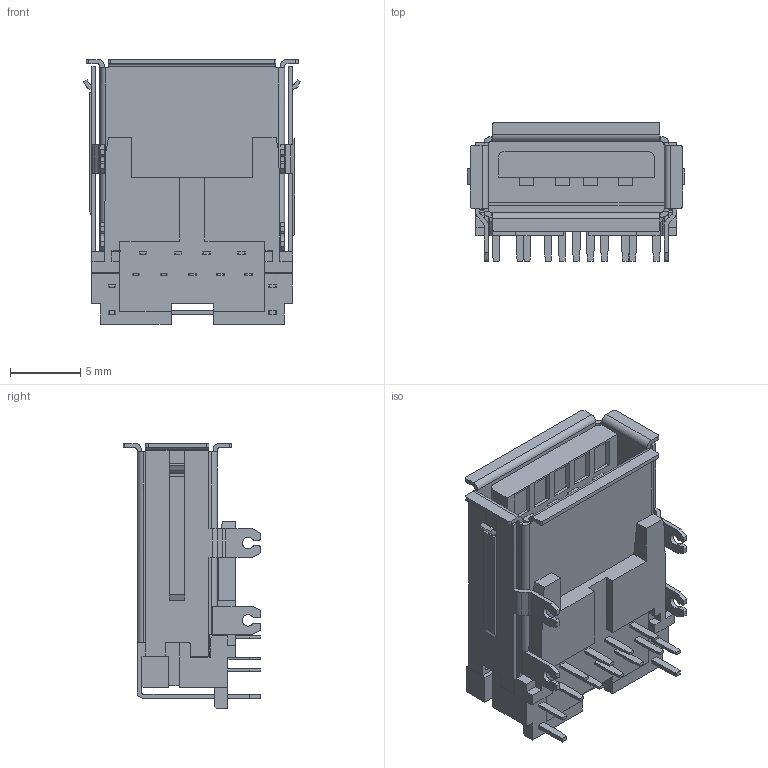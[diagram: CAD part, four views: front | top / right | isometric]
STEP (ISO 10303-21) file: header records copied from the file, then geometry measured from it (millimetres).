
FILE_DESCRIPTION(('STEP AP242'),'1');
FILE_NAME('usb3_ausb1-afn-btp1.stp','2020-03-11T11:20:56',('TraceParts'),('TraceParts S.A.'),'Spatial InterOp 3D',' ',' ');
FILE_SCHEMA(('AP242_MANAGED_MODEL_BASED_3D_ENGINEERING_MIM_LF {1 0 10303 442 1 1 4}'));
Length unit declared in the file: millimetre
Products named in the file (1): usb3_ausb1-afn-btp1
Bounding box: 15.44 x 9.81 x 18.83 mm (x, y, z)
Volume: 968.5 mm3; surface area: 2539 mm2
Topology: 1 solids, 1 shells, 495 faces, 1472 edges, 980 vertices
Faces by surface type: plane 410, cylinder 85
Entity records: 20450 total; most frequent: CARTESIAN_POINT 2948, ORIENTED_EDGE 2944, DIRECTION 2656, EDGE_CURVE 1472, LINE 1280, VECTOR 1280, VERTEX_POINT 980, AXIS2_PLACEMENT_3D 688
